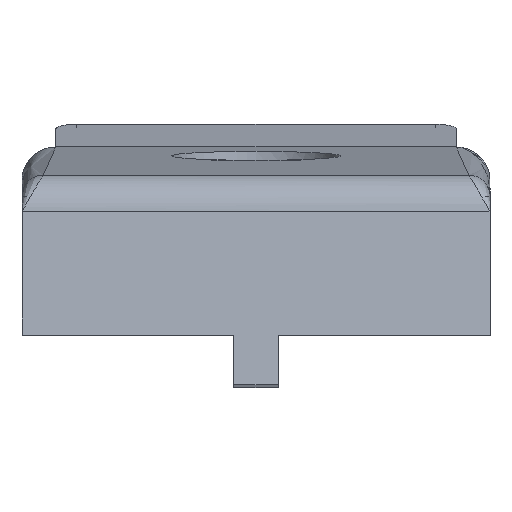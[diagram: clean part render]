
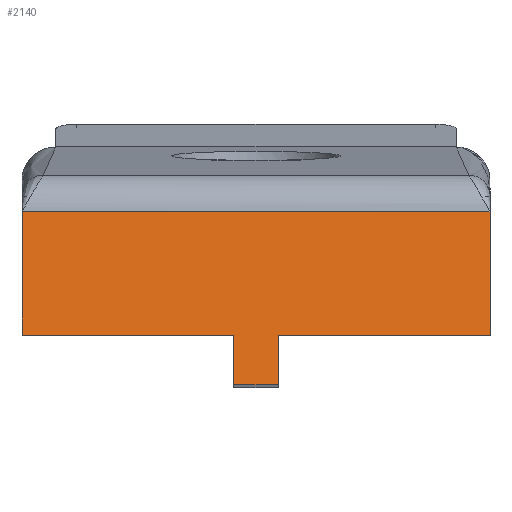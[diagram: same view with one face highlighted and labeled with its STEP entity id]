
A CAD part, left-side view. The second image highlights one B-rep face of the part: STEP entity #2140.
In plain terms, the highlighted free-form (B-spline) face has degree [1, 1] with [2, 2] control points.
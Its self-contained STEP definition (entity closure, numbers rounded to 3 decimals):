
#1499=CARTESIAN_POINT('',(99.219,11.1,5.854));
#1500=VERTEX_POINT('',#1499);
#1724=CARTESIAN_POINT('',(99.219,-11.1,5.854));
#1725=VERTEX_POINT('',#1724);
#1962=CARTESIAN_POINT('',(99.219,11.1,5.854));
#1963=CARTESIAN_POINT('',(99.219,-11.1,5.854));
#1964=QUASI_UNIFORM_CURVE('',1,(#1962,#1963),.UNSPECIFIED.,.F.,.U.);
#1965=EDGE_CURVE('',#1500,#1725,#1964,.T.);
#1984=CARTESIAN_POINT('',(100.316,1.05,-2.368));
#1985=VERTEX_POINT('',#1984);
#1998=CARTESIAN_POINT('',(100.,1.05,0.));
#1999=VERTEX_POINT('',#1998);
#2005=CARTESIAN_POINT('',(100.316,1.05,-2.368));
#2006=CARTESIAN_POINT('',(100.,1.05,0.));
#2007=QUASI_UNIFORM_CURVE('',1,(#2005,#2006),.UNSPECIFIED.,.F.,.U.);
#2008=EDGE_CURVE('',#1985,#1999,#2007,.T.);
#2018=CARTESIAN_POINT('',(100.,-1.05,0.));
#2019=VERTEX_POINT('',#2018);
#2034=CARTESIAN_POINT('',(100.316,-1.05,-2.368));
#2035=VERTEX_POINT('',#2034);
#2041=CARTESIAN_POINT('',(100.,-1.05,0.));
#2042=CARTESIAN_POINT('',(100.316,-1.05,-2.368));
#2043=QUASI_UNIFORM_CURVE('',1,(#2041,#2042),.UNSPECIFIED.,.F.,.U.);
#2044=EDGE_CURVE('',#2019,#2035,#2043,.T.);
#2096=CARTESIAN_POINT('',(100.316,1.05,-2.368));
#2097=CARTESIAN_POINT('',(100.316,-1.05,-2.368));
#2098=QUASI_UNIFORM_CURVE('',1,(#2096,#2097),.UNSPECIFIED.,.F.,.U.);
#2099=EDGE_CURVE('',#1985,#2035,#2098,.T.);
#2105=CARTESIAN_POINT('',(100.37,-12.209,-2.779));
#2106=CARTESIAN_POINT('',(99.165,-12.209,6.265));
#2107=CARTESIAN_POINT('',(100.37,12.209,-2.779));
#2108=CARTESIAN_POINT('',(99.165,12.209,6.265));
#2109=B_SPLINE_SURFACE_WITH_KNOTS('',1,1,((#2105,#2107),(#2106,#2108)),.UNSPECIFIED.,.F.,.F.,.U.,(2,2),(2,2),(0.0,9.123),(0.0,24.418),.UNSPECIFIED.);
#2110=CARTESIAN_POINT('',(100.,11.1,0.));
#2111=VERTEX_POINT('',#2110);
#2112=CARTESIAN_POINT('',(99.219,11.1,5.854));
#2113=CARTESIAN_POINT('',(100.,11.1,0.));
#2114=QUASI_UNIFORM_CURVE('',1,(#2112,#2113),.UNSPECIFIED.,.F.,.U.);
#2115=EDGE_CURVE('',#1500,#2111,#2114,.T.);
#2116=ORIENTED_EDGE('',*,*,#2115,.F.);
#2117=ORIENTED_EDGE('',*,*,#1965,.T.);
#2118=CARTESIAN_POINT('',(100.,-11.1,0.0));
#2119=VERTEX_POINT('',#2118);
#2120=CARTESIAN_POINT('',(99.219,-11.1,5.854));
#2121=CARTESIAN_POINT('',(100.,-11.1,0.0));
#2122=QUASI_UNIFORM_CURVE('',1,(#2120,#2121),.UNSPECIFIED.,.F.,.U.);
#2123=EDGE_CURVE('',#1725,#2119,#2122,.T.);
#2124=ORIENTED_EDGE('',*,*,#2123,.T.);
#2125=CARTESIAN_POINT('',(100.,-11.1,0.0));
#2126=CARTESIAN_POINT('',(100.,-1.05,0.));
#2127=QUASI_UNIFORM_CURVE('',1,(#2125,#2126),.UNSPECIFIED.,.F.,.U.);
#2128=EDGE_CURVE('',#2119,#2019,#2127,.T.);
#2129=ORIENTED_EDGE('',*,*,#2128,.T.);
#2130=ORIENTED_EDGE('',*,*,#2044,.T.);
#2131=ORIENTED_EDGE('',*,*,#2099,.F.);
#2132=ORIENTED_EDGE('',*,*,#2008,.T.);
#2133=CARTESIAN_POINT('',(100.,1.05,0.));
#2134=CARTESIAN_POINT('',(100.,11.1,0.));
#2135=QUASI_UNIFORM_CURVE('',1,(#2133,#2134),.UNSPECIFIED.,.F.,.U.);
#2136=EDGE_CURVE('',#1999,#2111,#2135,.T.);
#2137=ORIENTED_EDGE('',*,*,#2136,.T.);
#2138=EDGE_LOOP('',(#2116,#2117,#2124,#2129,#2130,#2131,#2132,#2137));
#2139=FACE_OUTER_BOUND('',#2138,.T.);
#2140=ADVANCED_FACE('',(#2139),#2109,.F.);
